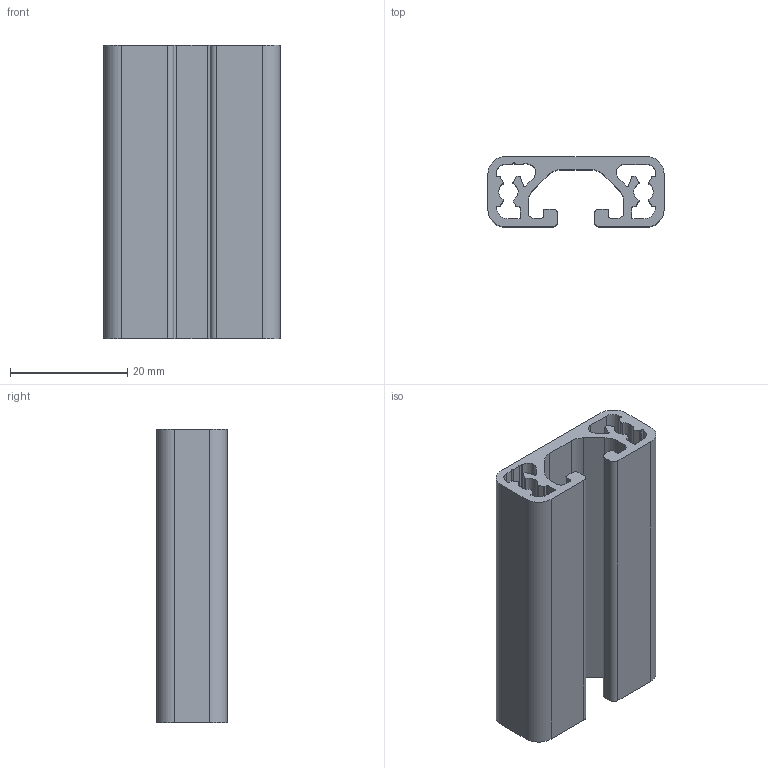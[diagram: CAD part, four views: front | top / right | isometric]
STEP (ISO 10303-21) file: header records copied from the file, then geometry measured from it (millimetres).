
FILE_DESCRIPTION (( 'STEP AP214' ), '1' );
FILE_NAME ('BASE06E0053-Profilé 6 30x12 léger.step', '2023-03-24T09:36:21', ( 'Altae' ), ( '' ), 'SwSTEP 2.0', 'SolidWorks 2021', '' );
FILE_SCHEMA (( 'AUTOMOTIVE_DESIGN' ));
Length unit declared in the file: millimetre
Products named in the file (1): BASE06E0053-Profilé 6 30x12 léger
Bounding box: 30 x 12 x 50 mm (x, y, z)
Volume: 8148.3 mm3; surface area: 9722.6 mm2
Topology: 1 solids, 1 shells, 123 faces, 363 edges, 242 vertices
Faces by surface type: cylinder 68, plane 55
Entity records: 4195 total; most frequent: DIRECTION 747, CARTESIAN_POINT 729, ORIENTED_EDGE 726, EDGE_CURVE 363, AXIS2_PLACEMENT_3D 260, VERTEX_POINT 242, VECTOR 227, LINE 227
